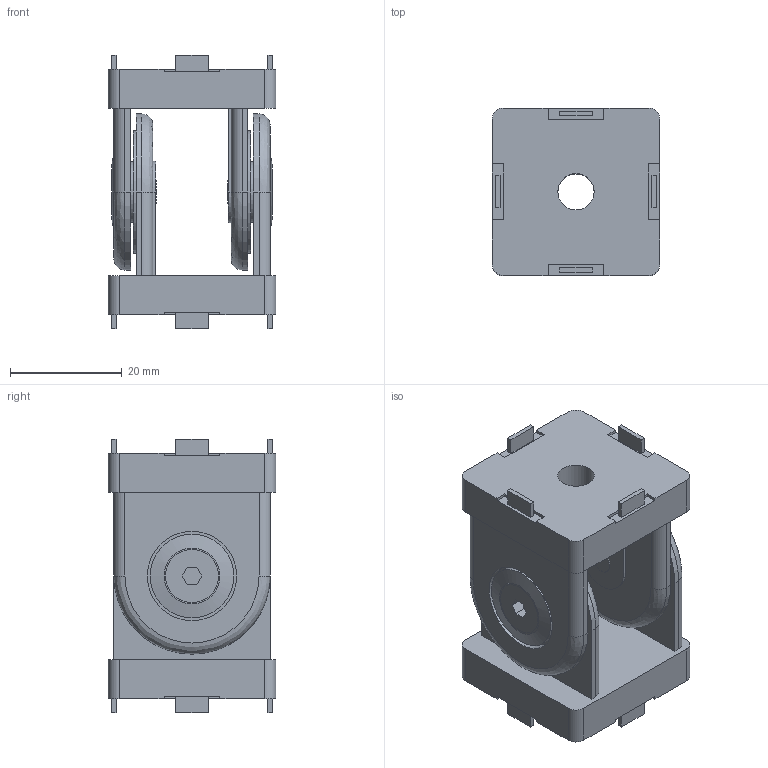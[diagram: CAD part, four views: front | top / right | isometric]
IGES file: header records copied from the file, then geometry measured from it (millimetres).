
Global section: file name: 323030.stp.ipt; native system: Autodesk Inventor 2014; preprocessor: unknown; author: zeman; date: 20151020.095931; units: millimetre
Bounding box: 30 x 30 x 49 mm (x, y, z)
Volume: 21184 mm3; surface area: 14737.8 mm2
Topology: 8 solids, 8 shells, 248 faces, 598 edges, 396 vertices
Faces by surface type: plane 170, cylinder 44, revolution 28, cone 4, sphere 2
Full cylindrical faces by diameter (mm): 2 x4, 5 x2, 10 x2, 14 x2, 15 x2, 22 x2
